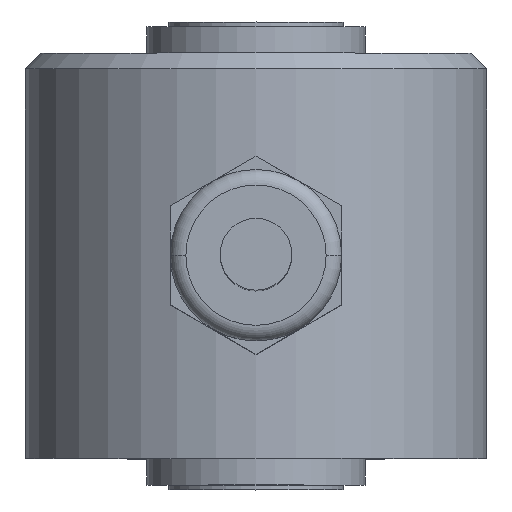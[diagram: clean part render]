
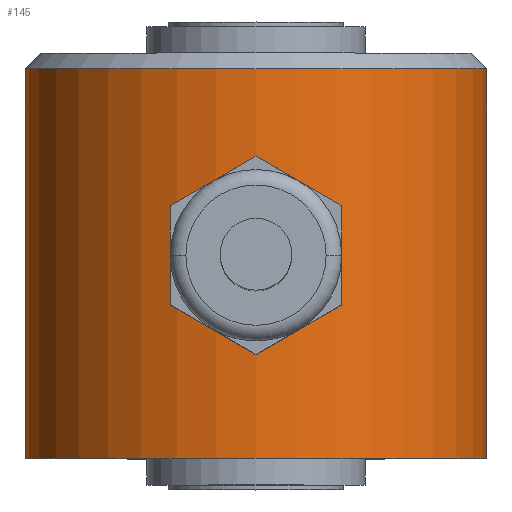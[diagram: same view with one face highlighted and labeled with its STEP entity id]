
A CAD part, top view. The second image highlights one B-rep face of the part: STEP entity #145.
In plain terms, the highlighted cylindrical face has radius 14.8 mm (diameter 29.6 mm), a full revolution.
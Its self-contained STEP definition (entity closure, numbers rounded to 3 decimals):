
#145 = ADVANCED_FACE( '', ( #293, #294 ), #295, .T. );
#293 = FACE_OUTER_BOUND( '', #477, .T. );
#294 = FACE_OUTER_BOUND( '', #478, .T. );
#295 = CYLINDRICAL_SURFACE( '', #479, 14.8 );
#477 = EDGE_LOOP( '', ( #664 ) );
#478 = EDGE_LOOP( '', ( #665 ) );
#479 = AXIS2_PLACEMENT_3D( '', #666, #667, #668 );
#664 = ORIENTED_EDGE( '', *, *, #1038, .T. );
#665 = ORIENTED_EDGE( '', *, *, #1039, .F. );
#666 = CARTESIAN_POINT( '', ( 0., 60., 0. ) );
#667 = DIRECTION( '', ( 0., 1., 0. ) );
#668 = DIRECTION( '', ( 0., 0., -1. ) );
#1038 = EDGE_CURVE( '', #1194, #1194, #1195, .F. );
#1039 = EDGE_CURVE( '', #1196, #1196, #1197, .T. );
#1194 = VERTEX_POINT( '', #1410 );
#1195 = CIRCLE( '', #1411, 14.8 );
#1196 = VERTEX_POINT( '', #1412 );
#1197 = CIRCLE( '', #1413, 14.8 );
#1410 = CARTESIAN_POINT( '', ( -14.8, 12., 0. ) );
#1411 = AXIS2_PLACEMENT_3D( '', #1658, #1659, #1660 );
#1412 = CARTESIAN_POINT( '', ( 0., -13., -14.8 ) );
#1413 = AXIS2_PLACEMENT_3D( '', #1661, #1662, #1663 );
#1658 = CARTESIAN_POINT( '', ( 0., 12., 0. ) );
#1659 = DIRECTION( '', ( 0., 1., 0. ) );
#1660 = DIRECTION( '', ( -1., 0., 0. ) );
#1661 = CARTESIAN_POINT( '', ( 0., -13., 0. ) );
#1662 = DIRECTION( '', ( 0., -1., 0. ) );
#1663 = DIRECTION( '', ( 0., 0., -1. ) );
